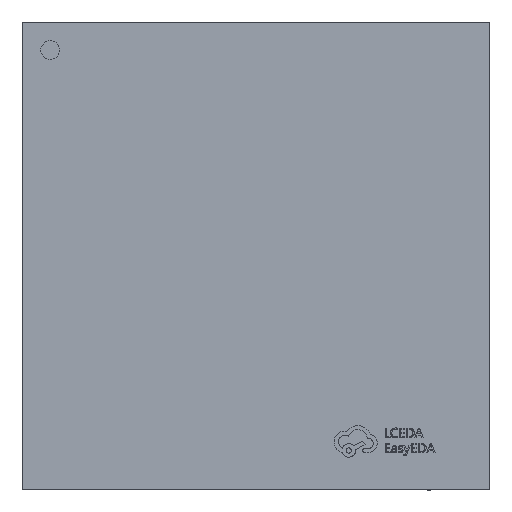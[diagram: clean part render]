
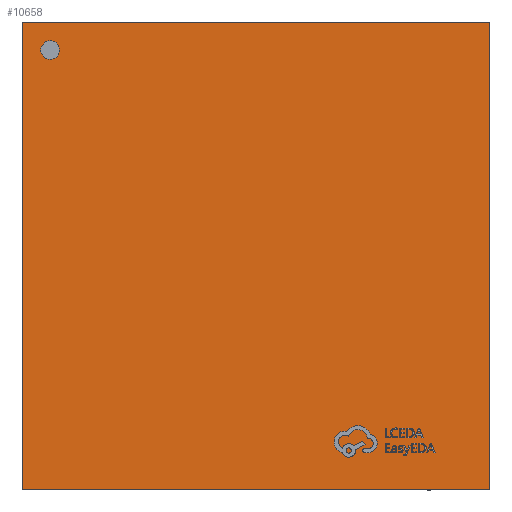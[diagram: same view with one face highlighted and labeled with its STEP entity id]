
A CAD part, top view. The second image highlights one B-rep face of the part: STEP entity #10658.
In plain terms, the highlighted planar face has unit normal (0, 0, 1).
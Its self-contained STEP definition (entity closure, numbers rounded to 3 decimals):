
#69 = EDGE_CURVE ( 'NONE', #11740, #9752, #12367, .T. ) ;
#770 = AXIS2_PLACEMENT_3D ( 'NONE', #19160, #21490, #10245 ) ;
#915 = LINE ( 'NONE', #2972, #17918 ) ;
#995 = AXIS2_PLACEMENT_3D ( 'NONE', #24014, #1288, #14658 ) ;
#1006 = ORIENTED_EDGE ( 'NONE', *, *, #69, .T. ) ;
#1288 = DIRECTION ( 'NONE',  ( 0., 0., 1. ) ) ;
#2314 = ORIENTED_EDGE ( 'NONE', *, *, #20119, .T. ) ;
#2341 = DIRECTION ( 'NONE',  ( 0., 0., -1. ) ) ;
#2461 = FACE_BOUND ( 'NONE', #9227, .T. ) ;
#2972 = CARTESIAN_POINT ( 'NONE',  ( -2.5, 2.5, 0.88 ) ) ;
#2994 = EDGE_CURVE ( 'NONE', #9222, #11740, #20276, .T. ) ;
#3556 = VERTEX_POINT ( 'NONE', #22528 ) ;
#4074 = VERTEX_POINT ( 'NONE', #23725 ) ;
#6519 = DIRECTION ( 'NONE',  ( -1., 0., 0. ) ) ;
#7594 = EDGE_CURVE ( 'NONE', #4074, #3556, #9941, .T. ) ;
#7629 = CARTESIAN_POINT ( 'NONE',  ( 2.5, 2.5, 0.88 ) ) ;
#7833 = CARTESIAN_POINT ( 'NONE',  ( 2.5, 2.5, 0.88 ) ) ;
#7834 = FACE_OUTER_BOUND ( 'NONE', #19254, .T. ) ;
#7949 = DIRECTION ( 'NONE',  ( 0., 1., 0. ) ) ;
#8061 = LINE ( 'NONE', #7833, #12935 ) ;
#8085 = ORIENTED_EDGE ( 'NONE', *, *, #2994, .T. ) ;
#8715 = DIRECTION ( 'NONE',  ( 1., 0., 0. ) ) ;
#9222 = VERTEX_POINT ( 'NONE', #19729 ) ;
#9227 = EDGE_LOOP ( 'NONE', ( #22201, #24121 ) ) ;
#9752 = VERTEX_POINT ( 'NONE', #12292 ) ;
#9941 = CIRCLE ( 'NONE', #995, 0.1 ) ;
#10245 = DIRECTION ( 'NONE',  ( 0., -1., 0. ) ) ;
#10658 = ADVANCED_FACE ( 'NONE', ( #2461, #7834 ), #17575, .F. ) ;
#11256 = CIRCLE ( 'NONE', #770, 0.1 ) ;
#11740 = VERTEX_POINT ( 'NONE', #14234 ) ;
#11987 = AXIS2_PLACEMENT_3D ( 'NONE', #13651, #2341, #7949 ) ;
#12292 = CARTESIAN_POINT ( 'NONE',  ( 2.5, -2.5, 0.88 ) ) ;
#12367 = LINE ( 'NONE', #19468, #23652 ) ;
#12495 = EDGE_CURVE ( 'NONE', #22615, #9222, #915, .T. ) ;
#12935 = VECTOR ( 'NONE', #22975, 1000. ) ;
#13651 = CARTESIAN_POINT ( 'NONE',  ( 0., 0., 0.88 ) ) ;
#14234 = CARTESIAN_POINT ( 'NONE',  ( -2.5, -2.5, 0.88 ) ) ;
#14658 = DIRECTION ( 'NONE',  ( 0., -1., 0. ) ) ;
#16575 = CARTESIAN_POINT ( 'NONE',  ( -2.5, 2.5, 0.88 ) ) ;
#16614 = VECTOR ( 'NONE', #24091, 1000. ) ;
#17575 = PLANE ( 'NONE',  #11987 ) ;
#17918 = VECTOR ( 'NONE', #6519, 1000. ) ;
#18014 = ORIENTED_EDGE ( 'NONE', *, *, #12495, .T. ) ;
#19160 = CARTESIAN_POINT ( 'NONE',  ( -2.2, 2.2, 0.88 ) ) ;
#19254 = EDGE_LOOP ( 'NONE', ( #1006, #2314, #18014, #8085 ) ) ;
#19468 = CARTESIAN_POINT ( 'NONE',  ( -2.5, -2.5, 0.88 ) ) ;
#19729 = CARTESIAN_POINT ( 'NONE',  ( -2.5, 2.5, 0.88 ) ) ;
#20119 = EDGE_CURVE ( 'NONE', #9752, #22615, #8061, .T. ) ;
#20276 = LINE ( 'NONE', #16575, #16614 ) ;
#21490 = DIRECTION ( 'NONE',  ( 0., 0., 1. ) ) ;
#21903 = EDGE_CURVE ( 'NONE', #3556, #4074, #11256, .T. ) ;
#22201 = ORIENTED_EDGE ( 'NONE', *, *, #7594, .F. ) ;
#22528 = CARTESIAN_POINT ( 'NONE',  ( -2.2, 2.3, 0.88 ) ) ;
#22615 = VERTEX_POINT ( 'NONE', #7629 ) ;
#22975 = DIRECTION ( 'NONE',  ( 0., 1., 0. ) ) ;
#23652 = VECTOR ( 'NONE', #8715, 1000. ) ;
#23725 = CARTESIAN_POINT ( 'NONE',  ( -2.2, 2.1, 0.88 ) ) ;
#24014 = CARTESIAN_POINT ( 'NONE',  ( -2.2, 2.2, 0.88 ) ) ;
#24091 = DIRECTION ( 'NONE',  ( 0., -1., 0. ) ) ;
#24121 = ORIENTED_EDGE ( 'NONE', *, *, #21903, .F. ) ;
